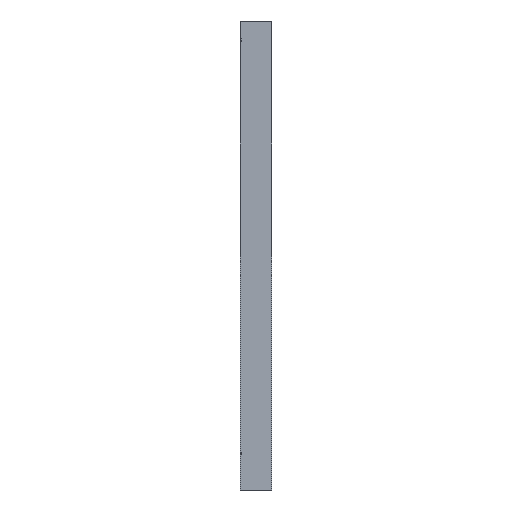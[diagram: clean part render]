
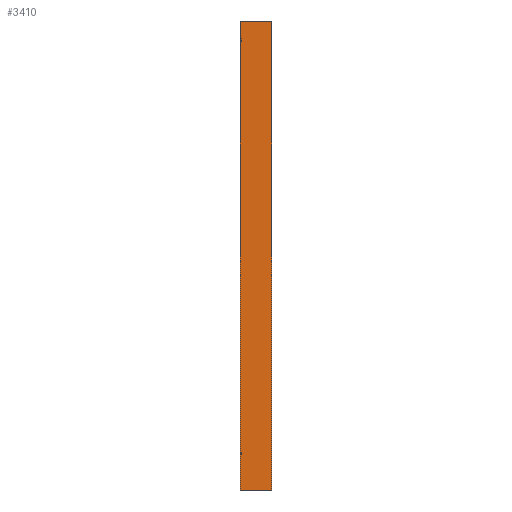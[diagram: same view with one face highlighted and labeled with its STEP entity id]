
A CAD part, front view. The second image highlights one B-rep face of the part: STEP entity #3410.
In plain terms, the highlighted planar face has unit normal (0, -1, 0).
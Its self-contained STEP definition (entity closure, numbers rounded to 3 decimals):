
#22 = EDGE_CURVE ( 'NONE', #1472, #1131, #709, .T. ) ;
#45 = CARTESIAN_POINT ( 'NONE',  ( 6., 0., -89.605 ) ) ;
#104 = CARTESIAN_POINT ( 'NONE',  ( 6., 0., -89.605 ) ) ;
#111 = ORIENTED_EDGE ( 'NONE', *, *, #22, .F. ) ;
#146 = DIRECTION ( 'NONE',  ( -1., 0., 0. ) ) ;
#193 = CARTESIAN_POINT ( 'NONE',  ( 6., 0., -89.605 ) ) ;
#201 = VECTOR ( 'NONE', #1372, 1000. ) ;
#209 = AXIS2_PLACEMENT_3D ( 'NONE', #104, #2174, #2694 ) ;
#396 = VERTEX_POINT ( 'NONE', #1813 ) ;
#481 = DIRECTION ( 'NONE',  ( -1., 0., 0. ) ) ;
#583 = VECTOR ( 'NONE', #3105, 1000. ) ;
#709 = LINE ( 'NONE', #2285, #3323 ) ;
#1131 = VERTEX_POINT ( 'NONE', #1276 ) ;
#1249 = LINE ( 'NONE', #193, #583 ) ;
#1276 = CARTESIAN_POINT ( 'NONE',  ( 0., 0., -89.605 ) ) ;
#1372 = DIRECTION ( 'NONE',  ( 0., 0., -1. ) ) ;
#1472 = VERTEX_POINT ( 'NONE', #45 ) ;
#1741 = LINE ( 'NONE', #2544, #3148 ) ;
#1813 = CARTESIAN_POINT ( 'NONE',  ( 0., 0., 0. ) ) ;
#1919 = CARTESIAN_POINT ( 'NONE',  ( 6., 0., 0. ) ) ;
#2040 = EDGE_LOOP ( 'NONE', ( #3232, #111, #2685, #3443 ) ) ;
#2174 = DIRECTION ( 'NONE',  ( 0., 1., 0. ) ) ;
#2285 = CARTESIAN_POINT ( 'NONE',  ( 6., 0., -89.605 ) ) ;
#2436 = FACE_OUTER_BOUND ( 'NONE', #2040, .T. ) ;
#2502 = PLANE ( 'NONE',  #209 ) ;
#2544 = CARTESIAN_POINT ( 'NONE',  ( 6., 0., 0. ) ) ;
#2571 = VERTEX_POINT ( 'NONE', #1919 ) ;
#2685 = ORIENTED_EDGE ( 'NONE', *, *, #3103, .F. ) ;
#2694 = DIRECTION ( 'NONE',  ( 0., 0., 1. ) ) ;
#2749 = CARTESIAN_POINT ( 'NONE',  ( 0., 0., -89.605 ) ) ;
#2785 = EDGE_CURVE ( 'NONE', #2571, #396, #1741, .T. ) ;
#3103 = EDGE_CURVE ( 'NONE', #2571, #1472, #1249, .T. ) ;
#3105 = DIRECTION ( 'NONE',  ( 0., 0., -1. ) ) ;
#3148 = VECTOR ( 'NONE', #146, 1000. ) ;
#3232 = ORIENTED_EDGE ( 'NONE', *, *, #3423, .T. ) ;
#3259 = LINE ( 'NONE', #2749, #201 ) ;
#3323 = VECTOR ( 'NONE', #481, 1000. ) ;
#3410 = ADVANCED_FACE ( 'NONE', ( #2436 ), #2502, .F. ) ;
#3423 = EDGE_CURVE ( 'NONE', #396, #1131, #3259, .T. ) ;
#3443 = ORIENTED_EDGE ( 'NONE', *, *, #2785, .T. ) ;
